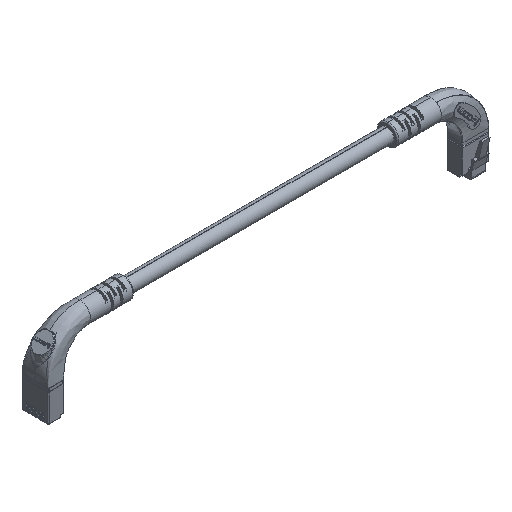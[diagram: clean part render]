
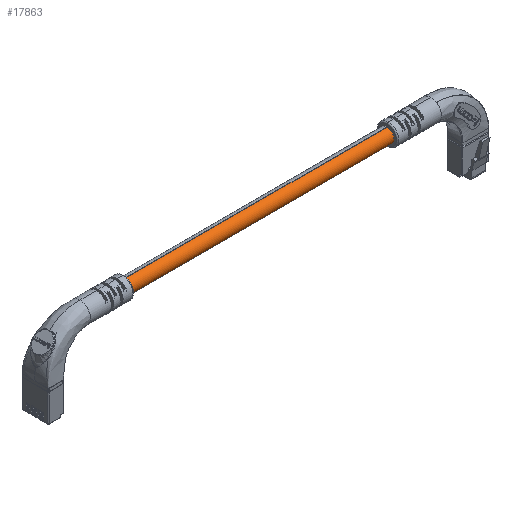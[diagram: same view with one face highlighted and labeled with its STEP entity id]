
A CAD part, isometric view. The second image highlights one B-rep face of the part: STEP entity #17863.
In plain terms, the highlighted cylindrical face has radius 3.048 mm (diameter 6.096 mm), a partial arc.
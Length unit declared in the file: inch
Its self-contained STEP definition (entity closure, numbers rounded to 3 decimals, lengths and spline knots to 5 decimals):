
#2800 = DIRECTION ( 'NONE',  ( -1., 0., 0. ) ) ;
#2801 = DIRECTION ( 'NONE',  ( -1., 0., 0. ) ) ;
#2802 = CARTESIAN_POINT ( 'NONE',  ( 3., 0., -0.12 ) ) ;
#2806 = CARTESIAN_POINT ( 'NONE',  ( 3., 0., 0.12 ) ) ;
#2810 = CARTESIAN_POINT ( 'NONE',  ( 3., 0., 0. ) ) ;
#2811 = DIRECTION ( 'NONE',  ( 1., 0., 0. ) ) ;
#2812 = DIRECTION ( 'NONE',  ( 0., 0., -1. ) ) ;
#2818 = CARTESIAN_POINT ( 'NONE',  ( -3., 0., 0. ) ) ;
#2819 = DIRECTION ( 'NONE',  ( 1., 0., 0. ) ) ;
#2820 = DIRECTION ( 'NONE',  ( 0., 0., -1. ) ) ;
#3236 = AXIS2_PLACEMENT_3D ( 'NONE', #2810, #2811, #2812 ) ;
#3238 = AXIS2_PLACEMENT_3D ( 'NONE', #2818, #2819, #2820 ) ;
#10430 = VERTEX_POINT ( 'NONE', #30211 ) ;
#10434 = VERTEX_POINT ( 'NONE', #30215 ) ;
#10437 = VERTEX_POINT ( 'NONE', #30218 ) ;
#10438 = VERTEX_POINT ( 'NONE', #30219 ) ;
#13725 = EDGE_LOOP ( 'NONE', ( #15202, #15203, #15204, #15205 ) ) ;
#15202 = ORIENTED_EDGE ( 'NONE', *, *, #29178, .F. ) ;
#15203 = ORIENTED_EDGE ( 'NONE', *, *, #29181, .F. ) ;
#15204 = ORIENTED_EDGE ( 'NONE', *, *, #29180, .T. ) ;
#15205 = ORIENTED_EDGE ( 'NONE', *, *, #29183, .T. ) ;
#17810 = AXIS2_PLACEMENT_3D ( 'NONE', #34290, #34288, #34282 ) ;
#17863 = ADVANCED_FACE ( 'NONE', ( #36524 ), #36533, .T. ) ;
#29178 = EDGE_CURVE ( 'NONE', #10430, #10437, #44364, .T. ) ;
#29180 = EDGE_CURVE ( 'NONE', #10434, #10438, #44369, .T. ) ;
#29181 = EDGE_CURVE ( 'NONE', #10434, #10430, #44367, .T. ) ;
#29183 = EDGE_CURVE ( 'NONE', #10438, #10437, #44373, .T. ) ;
#30211 = CARTESIAN_POINT ( 'NONE',  ( 3., 0., -0.12 ) ) ;
#30215 = CARTESIAN_POINT ( 'NONE',  ( 3., 0., 0.12 ) ) ;
#30218 = CARTESIAN_POINT ( 'NONE',  ( -3., 0., -0.12 ) ) ;
#30219 = CARTESIAN_POINT ( 'NONE',  ( -3., 0., 0.12 ) ) ;
#34282 = DIRECTION ( 'NONE',  ( 0., 0., 1. ) ) ;
#34288 = DIRECTION ( 'NONE',  ( -1., 0., 0. ) ) ;
#34290 = CARTESIAN_POINT ( 'NONE',  ( 3., 0., 0. ) ) ;
#36524 = FACE_OUTER_BOUND ( 'NONE', #13725, .T. ) ;
#36533 = CYLINDRICAL_SURFACE ( 'NONE', #17810, 0.12 ) ;
#44364 = LINE ( 'NONE', #2802, #44368 ) ;
#44367 = CIRCLE ( 'NONE', #3236, 0.12 ) ;
#44368 = VECTOR ( 'NONE', #2800, 39.37008 ) ;
#44369 = LINE ( 'NONE', #2806, #44371 ) ;
#44371 = VECTOR ( 'NONE', #2801, 39.37008 ) ;
#44373 = CIRCLE ( 'NONE', #3238, 0.12 ) ;
